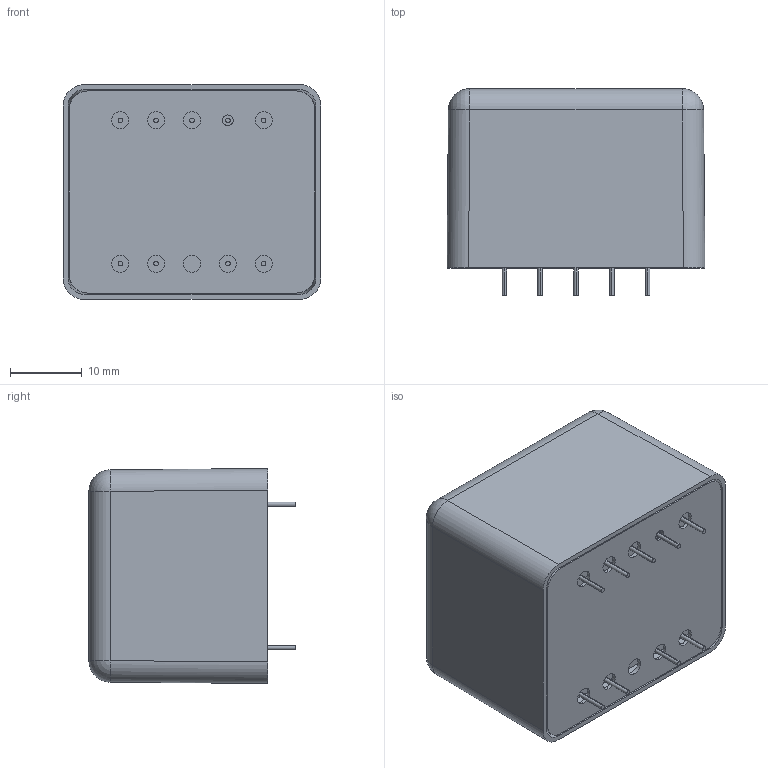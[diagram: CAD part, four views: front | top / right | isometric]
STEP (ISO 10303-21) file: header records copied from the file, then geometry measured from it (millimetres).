
FILE_DESCRIPTION (( 'STEP AP214' ), '1' );
FILE_NAME ('VTX-MIC14.STEP', '2025-03-09T17:50:52', ( '' ), ( '' ), 'SwSTEP 2.0', 'SolidWorks 2024', '' );
FILE_SCHEMA (( 'AUTOMOTIVE_DESIGN' ));
Length unit declared in the file: millimetre
Products named in the file (4): VTX-MIC14; VTX-MIC14 Lid; VTX-MIC14 BOBBIN; VTX-MIC14 Can
Assembly tree (3 placements, depth 2):
  VTX-MIC14
    VTX-MIC14 Can
    VTX-MIC14 Lid
    VTX-MIC14 BOBBIN
Bounding box: 36 x 28.8 x 30 mm (x, y, z)
Volume: 20336.1 mm3; surface area: 13961.2 mm2
Topology: 3 solids, 3 shells, 110 faces, 250 edges, 152 vertices
Faces by surface type: cylinder 66, plane 32, sphere 12
Entity records: 3227 total; most frequent: DIRECTION 594, CARTESIAN_POINT 538, ORIENTED_EDGE 492, EDGE_CURVE 246, AXIS2_PLACEMENT_3D 240, VERTEX_POINT 152, EDGE_LOOP 140, CIRCLE 124
